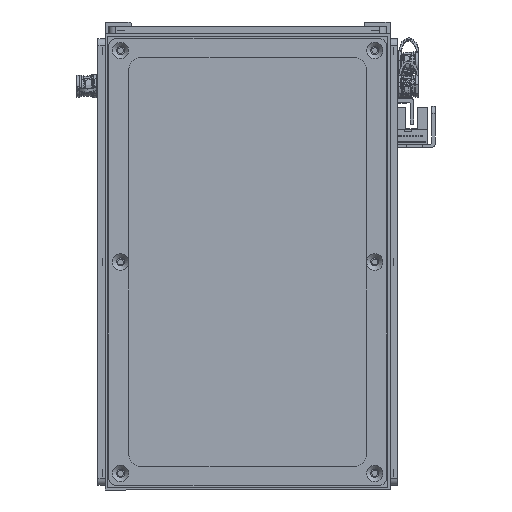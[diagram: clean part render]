
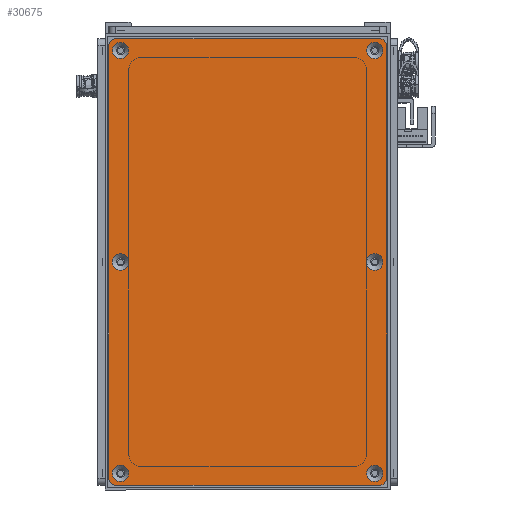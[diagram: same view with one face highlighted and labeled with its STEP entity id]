
A CAD part, front view. The second image highlights one B-rep face of the part: STEP entity #30675.
In plain terms, the highlighted planar face has unit normal (0, -1, 0).
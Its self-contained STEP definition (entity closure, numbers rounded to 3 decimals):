
#2614=FACE_BOUND('',#7327,.T.);
#2615=FACE_BOUND('',#7328,.T.);
#2616=FACE_BOUND('',#7329,.T.);
#2617=FACE_BOUND('',#7330,.T.);
#2618=FACE_BOUND('',#7331,.T.);
#2619=FACE_BOUND('',#7332,.T.);
#3858=CIRCLE('',#33804,3.45);
#3861=CIRCLE('',#33809,3.45);
#3864=CIRCLE('',#33814,3.45);
#3867=CIRCLE('',#33819,3.45);
#3870=CIRCLE('',#33824,3.45);
#3873=CIRCLE('',#33829,3.45);
#3876=CIRCLE('',#33834,3.);
#3878=CIRCLE('',#33837,3.);
#3879=CIRCLE('',#33838,3.);
#3880=CIRCLE('',#33839,3.);
#5405=FACE_OUTER_BOUND('',#7326,.T.);
#7326=EDGE_LOOP('',(#27457,#27458,#27459,#27460,#27461,#27462,#27463,#27464));
#7327=EDGE_LOOP('',(#27465));
#7328=EDGE_LOOP('',(#27466));
#7329=EDGE_LOOP('',(#27467));
#7330=EDGE_LOOP('',(#27468));
#7331=EDGE_LOOP('',(#27469));
#7332=EDGE_LOOP('',(#27470));
#9840=LINE('',#54290,#12348);
#9841=LINE('',#54294,#12349);
#9842=LINE('',#54298,#12350);
#9843=LINE('',#54301,#12351);
#12348=VECTOR('',#41713,10.);
#12349=VECTOR('',#41716,10.);
#12350=VECTOR('',#41719,10.);
#12351=VECTOR('',#41722,10.);
#15156=VERTEX_POINT('',#54220);
#15159=VERTEX_POINT('',#54230);
#15162=VERTEX_POINT('',#54240);
#15165=VERTEX_POINT('',#54250);
#15168=VERTEX_POINT('',#54260);
#15171=VERTEX_POINT('',#54270);
#15174=VERTEX_POINT('',#54280);
#15175=VERTEX_POINT('',#54281);
#15178=VERTEX_POINT('',#54289);
#15179=VERTEX_POINT('',#54291);
#15180=VERTEX_POINT('',#54293);
#15181=VERTEX_POINT('',#54295);
#15182=VERTEX_POINT('',#54297);
#15183=VERTEX_POINT('',#54299);
#19307=EDGE_CURVE('',#15156,#15156,#3858,.T.);
#19312=EDGE_CURVE('',#15159,#15159,#3861,.T.);
#19317=EDGE_CURVE('',#15162,#15162,#3864,.T.);
#19322=EDGE_CURVE('',#15165,#15165,#3867,.T.);
#19327=EDGE_CURVE('',#15168,#15168,#3870,.T.);
#19332=EDGE_CURVE('',#15171,#15171,#3873,.T.);
#19337=EDGE_CURVE('',#15174,#15175,#3876,.T.);
#19341=EDGE_CURVE('',#15174,#15178,#9840,.T.);
#19342=EDGE_CURVE('',#15179,#15178,#3878,.T.);
#19343=EDGE_CURVE('',#15179,#15180,#9841,.T.);
#19344=EDGE_CURVE('',#15181,#15180,#3879,.T.);
#19345=EDGE_CURVE('',#15181,#15182,#9842,.T.);
#19346=EDGE_CURVE('',#15183,#15182,#3880,.T.);
#19347=EDGE_CURVE('',#15183,#15175,#9843,.T.);
#27457=ORIENTED_EDGE('',*,*,#19337,.F.);
#27458=ORIENTED_EDGE('',*,*,#19341,.T.);
#27459=ORIENTED_EDGE('',*,*,#19342,.F.);
#27460=ORIENTED_EDGE('',*,*,#19343,.T.);
#27461=ORIENTED_EDGE('',*,*,#19344,.F.);
#27462=ORIENTED_EDGE('',*,*,#19345,.T.);
#27463=ORIENTED_EDGE('',*,*,#19346,.F.);
#27464=ORIENTED_EDGE('',*,*,#19347,.T.);
#27465=ORIENTED_EDGE('',*,*,#19307,.T.);
#27466=ORIENTED_EDGE('',*,*,#19312,.T.);
#27467=ORIENTED_EDGE('',*,*,#19317,.T.);
#27468=ORIENTED_EDGE('',*,*,#19322,.T.);
#27469=ORIENTED_EDGE('',*,*,#19327,.T.);
#27470=ORIENTED_EDGE('',*,*,#19332,.T.);
#29278=PLANE('',#33836);
#30675=ADVANCED_FACE('',(#5405,#2614,#2615,#2616,#2617,#2618,#2619),#29278,
 .T.);
#33804=AXIS2_PLACEMENT_3D('',#54221,#41633,#41634);
#33809=AXIS2_PLACEMENT_3D('',#54231,#41645,#41646);
#33814=AXIS2_PLACEMENT_3D('',#54241,#41657,#41658);
#33819=AXIS2_PLACEMENT_3D('',#54251,#41669,#41670);
#33824=AXIS2_PLACEMENT_3D('',#54261,#41681,#41682);
#33829=AXIS2_PLACEMENT_3D('',#54271,#41693,#41694);
#33834=AXIS2_PLACEMENT_3D('',#54282,#41705,#41706);
#33836=AXIS2_PLACEMENT_3D('',#54288,#41711,#41712);
#33837=AXIS2_PLACEMENT_3D('',#54292,#41714,#41715);
#33838=AXIS2_PLACEMENT_3D('',#54296,#41717,#41718);
#33839=AXIS2_PLACEMENT_3D('',#54300,#41720,#41721);
#41633=DIRECTION('center_axis',(0.,1.,0.));
#41634=DIRECTION('ref_axis',(1.,0.,0.));
#41645=DIRECTION('center_axis',(0.,1.,0.));
#41646=DIRECTION('ref_axis',(1.,0.,0.));
#41657=DIRECTION('center_axis',(0.,1.,0.));
#41658=DIRECTION('ref_axis',(1.,0.,0.));
#41669=DIRECTION('center_axis',(0.,1.,0.));
#41670=DIRECTION('ref_axis',(1.,0.,0.));
#41681=DIRECTION('center_axis',(0.,1.,0.));
#41682=DIRECTION('ref_axis',(1.,0.,0.));
#41693=DIRECTION('center_axis',(0.,1.,0.));
#41694=DIRECTION('ref_axis',(1.,0.,0.));
#41705=DIRECTION('center_axis',(0.,1.,0.));
#41706=DIRECTION('ref_axis',(-0.707,0.,0.707));
#41711=DIRECTION('center_axis',(0.,-1.,0.));
#41712=DIRECTION('ref_axis',(0.,0.,-1.));
#41713=DIRECTION('',(0.,0.,-1.));
#41714=DIRECTION('center_axis',(0.,1.,0.));
#41715=DIRECTION('ref_axis',(-0.707,0.,-0.707));
#41716=DIRECTION('',(1.,0.,0.));
#41717=DIRECTION('center_axis',(0.,1.,0.));
#41718=DIRECTION('ref_axis',(0.707,0.,-0.707));
#41719=DIRECTION('',(0.,0.,1.));
#41720=DIRECTION('center_axis',(0.,1.,0.));
#41721=DIRECTION('ref_axis',(0.707,0.,0.707));
#41722=DIRECTION('',(-1.,0.,0.));
#54220=CARTESIAN_POINT('',(85.55,-1.5,53.5));
#54221=CARTESIAN_POINT('Origin',(89.,-1.5,53.5));
#54230=CARTESIAN_POINT('',(-3.45,-1.5,-53.5));
#54231=CARTESIAN_POINT('Origin',(0.,-1.5,-53.5));
#54240=CARTESIAN_POINT('',(-92.45,-1.5,53.5));
#54241=CARTESIAN_POINT('Origin',(-89.,-1.5,53.5));
#54250=CARTESIAN_POINT('',(-92.45,-1.5,-53.5));
#54251=CARTESIAN_POINT('Origin',(-89.,-1.5,-53.5));
#54260=CARTESIAN_POINT('',(-3.45,-1.5,53.5));
#54261=CARTESIAN_POINT('Origin',(0.,-1.5,53.5));
#54270=CARTESIAN_POINT('',(85.55,-1.5,-53.5));
#54271=CARTESIAN_POINT('Origin',(89.,-1.5,-53.5));
#54280=CARTESIAN_POINT('',(-94.,-1.5,55.5));
#54281=CARTESIAN_POINT('',(-91.,-1.5,58.5));
#54282=CARTESIAN_POINT('Origin',(-91.,-1.5,55.5));
#54288=CARTESIAN_POINT('Origin',(0.,-1.5,0.));
#54289=CARTESIAN_POINT('',(-94.,-1.5,-55.5));
#54290=CARTESIAN_POINT('',(-94.,-1.5,58.5));
#54291=CARTESIAN_POINT('',(-91.,-1.5,-58.5));
#54292=CARTESIAN_POINT('Origin',(-91.,-1.5,-55.5));
#54293=CARTESIAN_POINT('',(91.,-1.5,-58.5));
#54294=CARTESIAN_POINT('',(-94.,-1.5,-58.5));
#54295=CARTESIAN_POINT('',(94.,-1.5,-55.5));
#54296=CARTESIAN_POINT('Origin',(91.,-1.5,-55.5));
#54297=CARTESIAN_POINT('',(94.,-1.5,55.5));
#54298=CARTESIAN_POINT('',(94.,-1.5,-58.5));
#54299=CARTESIAN_POINT('',(91.,-1.5,58.5));
#54300=CARTESIAN_POINT('Origin',(91.,-1.5,55.5));
#54301=CARTESIAN_POINT('',(94.,-1.5,58.5));
